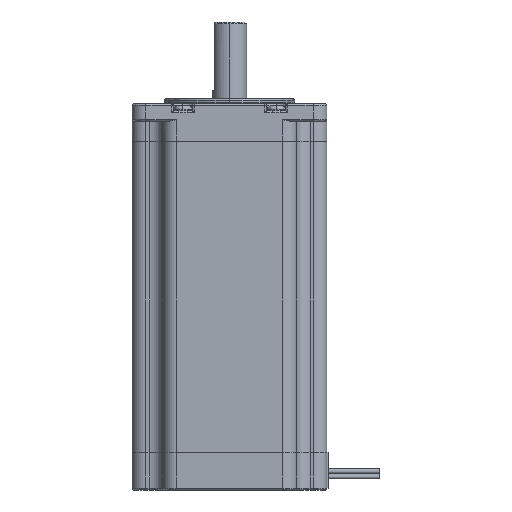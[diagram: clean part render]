
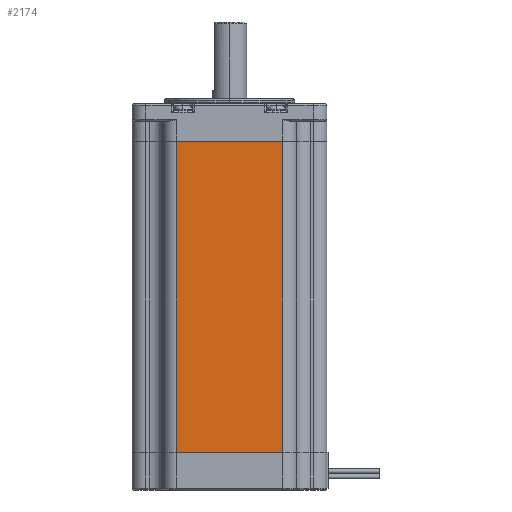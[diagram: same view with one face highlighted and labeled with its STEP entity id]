
A CAD part, left-side view. The second image highlights one B-rep face of the part: STEP entity #2174.
In plain terms, the highlighted planar face has unit normal (-1, 0, 0).
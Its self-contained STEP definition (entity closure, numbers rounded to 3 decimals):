
#1696 = VECTOR ( 'NONE', #18454, 1000. ) ;
#1768 = VERTEX_POINT ( 'NONE', #4330 ) ;
#2174 = ADVANCED_FACE ( 'NONE', ( #8847 ), #12665, .F. ) ;
#2984 = VERTEX_POINT ( 'NONE', #5721 ) ;
#3723 = ORIENTED_EDGE ( 'NONE', *, *, #18958, .F. ) ;
#3787 = VERTEX_POINT ( 'NONE', #4147 ) ;
#4147 = CARTESIAN_POINT ( 'NONE',  ( -28.5, 15.57, 101.99 ) ) ;
#4330 = CARTESIAN_POINT ( 'NONE',  ( -28.5, -15.57, 101.99 ) ) ;
#4884 = ORIENTED_EDGE ( 'NONE', *, *, #18822, .F. ) ;
#5087 = AXIS2_PLACEMENT_3D ( 'NONE', #10868, #10774, #10698 ) ;
#5721 = CARTESIAN_POINT ( 'NONE',  ( -28.5, 15.57, 11.01 ) ) ;
#6360 = LINE ( 'NONE', #9684, #20532 ) ;
#6363 = EDGE_CURVE ( 'NONE', #2984, #3787, #20637, .T. ) ;
#6542 = LINE ( 'NONE', #21343, #15481 ) ;
#7641 = ORIENTED_EDGE ( 'NONE', *, *, #10459, .F. ) ;
#8847 = FACE_OUTER_BOUND ( 'NONE', #18866, .T. ) ;
#9684 = CARTESIAN_POINT ( 'NONE',  ( -28.5, 0., 11.01 ) ) ;
#10430 = CARTESIAN_POINT ( 'NONE',  ( -28.5, 0., 101.99 ) ) ;
#10459 = EDGE_CURVE ( 'NONE', #20194, #2984, #6360, .T. ) ;
#10698 = DIRECTION ( 'NONE',  ( 0., 0., -1. ) ) ;
#10774 = DIRECTION ( 'NONE',  ( 1., 0., 0. ) ) ;
#10868 = CARTESIAN_POINT ( 'NONE',  ( -28.5, 28.5, 113. ) ) ;
#11689 = CARTESIAN_POINT ( 'NONE',  ( -28.5, -15.57, 11.01 ) ) ;
#12554 = DIRECTION ( 'NONE',  ( 0., 0., -1. ) ) ;
#12665 = PLANE ( 'NONE',  #5087 ) ;
#13491 = ORIENTED_EDGE ( 'NONE', *, *, #6363, .F. ) ;
#14903 = CARTESIAN_POINT ( 'NONE',  ( -28.5, 15.57, 113. ) ) ;
#15481 = VECTOR ( 'NONE', #12554, 1000. ) ;
#15783 = VECTOR ( 'NONE', #20858, 1000. ) ;
#16362 = LINE ( 'NONE', #10430, #15783 ) ;
#18389 = DIRECTION ( 'NONE',  ( 0., 1., 0. ) ) ;
#18454 = DIRECTION ( 'NONE',  ( 0., 0., 1. ) ) ;
#18822 = EDGE_CURVE ( 'NONE', #3787, #1768, #16362, .T. ) ;
#18866 = EDGE_LOOP ( 'NONE', ( #3723, #4884, #13491, #7641 ) ) ;
#18958 = EDGE_CURVE ( 'NONE', #1768, #20194, #6542, .T. ) ;
#20194 = VERTEX_POINT ( 'NONE', #11689 ) ;
#20532 = VECTOR ( 'NONE', #18389, 1000. ) ;
#20637 = LINE ( 'NONE', #14903, #1696 ) ;
#20858 = DIRECTION ( 'NONE',  ( 0., -1., 0. ) ) ;
#21343 = CARTESIAN_POINT ( 'NONE',  ( -28.5, -15.57, 113. ) ) ;
